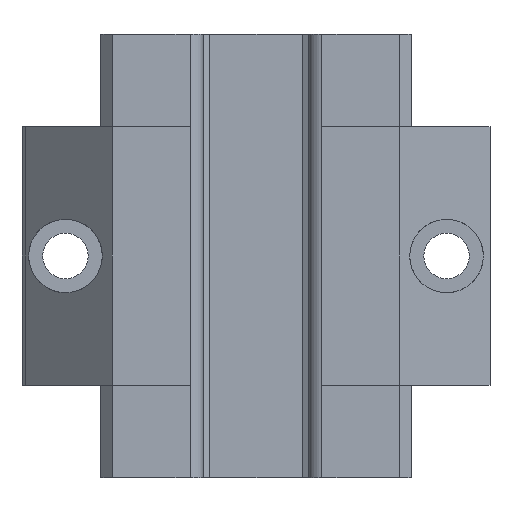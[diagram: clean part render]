
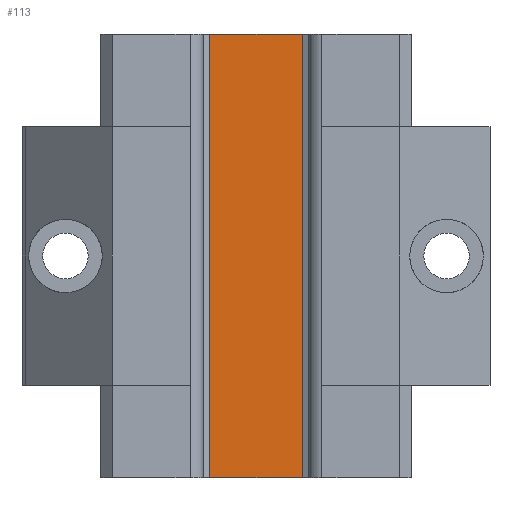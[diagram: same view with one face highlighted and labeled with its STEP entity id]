
A CAD part, front view. The second image highlights one B-rep face of the part: STEP entity #113.
In plain terms, the highlighted planar face has unit normal (0, -1, 0).
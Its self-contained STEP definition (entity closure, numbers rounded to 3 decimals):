
#113 = ADVANCED_FACE ( 'NONE', ( #3286 ), #4472, .F. ) ;
#774 = ORIENTED_EDGE ( 'NONE', *, *, #1158, .T. ) ;
#775 = ORIENTED_EDGE ( 'NONE', *, *, #1140, .F. ) ;
#776 = ORIENTED_EDGE ( 'NONE', *, *, #1152, .F. ) ;
#777 = ORIENTED_EDGE ( 'NONE', *, *, #1149, .F. ) ;
#868 = EDGE_LOOP ( 'NONE', ( #774, #775, #776, #777 ) ) ;
#1140 = EDGE_CURVE ( 'NONE', #1374, #1373, #5327, .T. ) ;
#1149 = EDGE_CURVE ( 'NONE', #1375, #1376, #5347, .T. ) ;
#1152 = EDGE_CURVE ( 'NONE', #1376, #1374, #5340, .T. ) ;
#1158 = EDGE_CURVE ( 'NONE', #1375, #1373, #5364, .T. ) ;
#1373 = VERTEX_POINT ( 'NONE', #6460 ) ;
#1374 = VERTEX_POINT ( 'NONE', #6461 ) ;
#1375 = VERTEX_POINT ( 'NONE', #6462 ) ;
#1376 = VERTEX_POINT ( 'NONE', #6463 ) ;
#3286 = FACE_OUTER_BOUND ( 'NONE', #868, .T. ) ;
#4010 = AXIS2_PLACEMENT_3D ( 'NONE', #4475, #4484, #4485 ) ;
#4472 = PLANE ( 'NONE',  #4010 ) ;
#4475 = CARTESIAN_POINT ( 'NONE',  ( 10.041, -11.45, 39.84 ) ) ;
#4484 = DIRECTION ( 'NONE',  ( 0., 1., 0. ) ) ;
#4485 = DIRECTION ( 'NONE',  ( 0., 0., 1. ) ) ;
#5327 = LINE ( 'NONE', #6007, #5335 ) ;
#5335 = VECTOR ( 'NONE', #6008, 1000. ) ;
#5340 = LINE ( 'NONE', #6035, #5346 ) ;
#5346 = VECTOR ( 'NONE', #6036, 1000. ) ;
#5347 = LINE ( 'NONE', #6028, #5349 ) ;
#5349 = VECTOR ( 'NONE', #6029, 1000. ) ;
#5364 = LINE ( 'NONE', #6046, #5365 ) ;
#5365 = VECTOR ( 'NONE', #6047, 1000. ) ;
#6007 = CARTESIAN_POINT ( 'NONE',  ( 10.041, -11.45, 39.84 ) ) ;
#6008 = DIRECTION ( 'NONE',  ( 0., 0., -1. ) ) ;
#6028 = CARTESIAN_POINT ( 'NONE',  ( -10.041, -11.45, 39.84 ) ) ;
#6029 = DIRECTION ( 'NONE',  ( 0., 0., 1. ) ) ;
#6035 = CARTESIAN_POINT ( 'NONE',  ( 0., -11.45, 33.2 ) ) ;
#6036 = DIRECTION ( 'NONE',  ( 1., 0., 0. ) ) ;
#6046 = CARTESIAN_POINT ( 'NONE',  ( 0., -11.45, -33.2 ) ) ;
#6047 = DIRECTION ( 'NONE',  ( 1., 0., 0. ) ) ;
#6460 = CARTESIAN_POINT ( 'NONE',  ( 10.041, -11.45, -33.2 ) ) ;
#6461 = CARTESIAN_POINT ( 'NONE',  ( 10.041, -11.45, 33.2 ) ) ;
#6462 = CARTESIAN_POINT ( 'NONE',  ( -10.041, -11.45, -33.2 ) ) ;
#6463 = CARTESIAN_POINT ( 'NONE',  ( -10.041, -11.45, 33.2 ) ) ;
